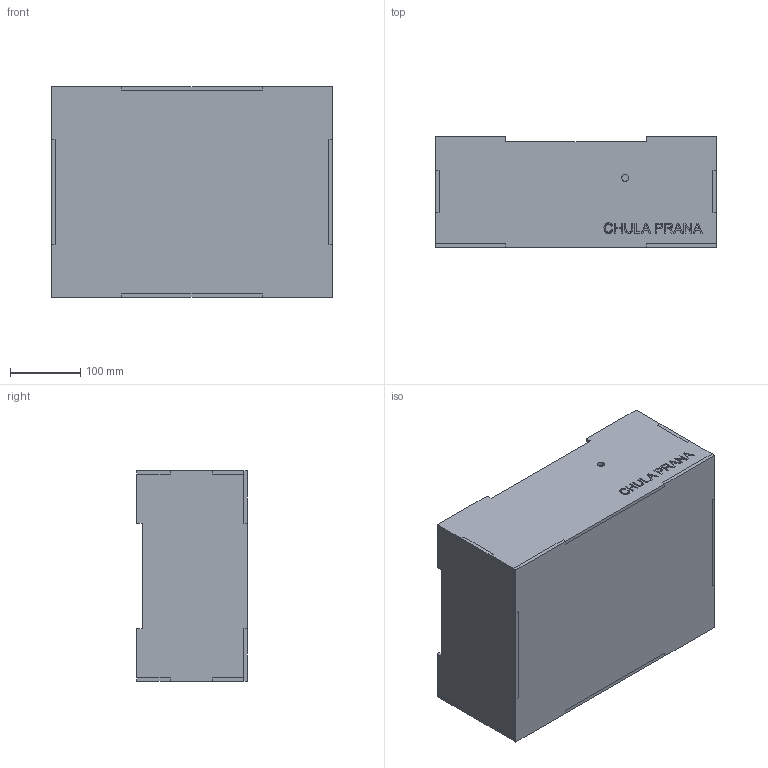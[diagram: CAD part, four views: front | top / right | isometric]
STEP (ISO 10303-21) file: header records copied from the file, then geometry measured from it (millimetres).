
FILE_DESCRIPTION(/* description */ (''),/* implementation_level */ '2;1');
FILE_NAME(/* name */ 'Lower_Box.step',/* time_stamp */ '2020-04-03T14:41:59+07:00',/* author */ (''),/* organization */ (''),/* preprocessor_version */ 'ST-DEVELOPER v18',/* originating_system */ 'Autodesk Translation Framework v8.12.0.6',/* authorisation */ '');
FILE_SCHEMA (('AUTOMOTIVE_DESIGN { 1 0 10303 214 3 1 1 }'));
Length unit declared in the file: millimetre
Products named in the file (6): Lower_Box_PAN; Side_Big; Side_Small; Side_Big(Mirror); Side_Small(Mirror); Component5
Assembly tree (5 placements, depth 2):
  Lower_Box_PAN
    Side_Big
    Side_Small
    Side_Big(Mirror)
    Side_Small(Mirror)
    Component5
Bounding box: 400 x 158 x 300 mm (x, y, z)
Volume: 1625435.1 mm3; surface area: 680513.3 mm2
Topology: 5 solids, 5 shells, 279 faces, 762 edges, 508 vertices
Faces by surface type: plane 213, bspline 64, cylinder 2
Full cylindrical faces by diameter (mm): 10 x1, 12.5 x1
Entity records: 9476 total; most frequent: CARTESIAN_POINT 2648, ORIENTED_EDGE 1524, DIRECTION 1090, EDGE_CURVE 762, LINE 630, VECTOR 630, VERTEX_POINT 508, EDGE_LOOP 298
